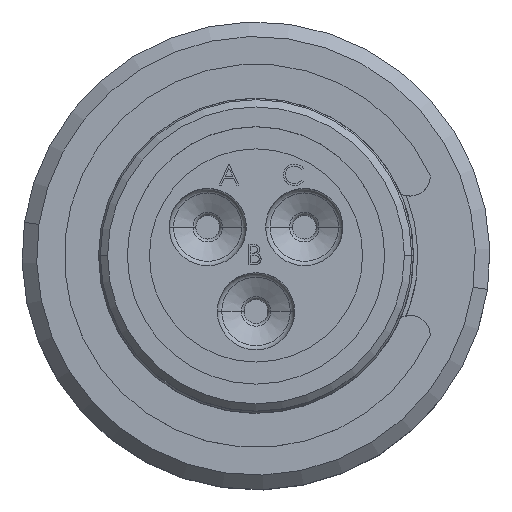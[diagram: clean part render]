
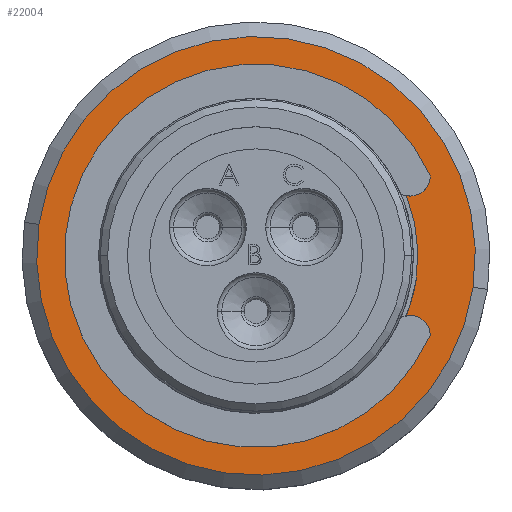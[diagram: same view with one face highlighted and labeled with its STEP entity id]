
A CAD part, top view. The second image highlights one B-rep face of the part: STEP entity #22004.
In plain terms, the highlighted planar face has unit normal (0, 0, 1).
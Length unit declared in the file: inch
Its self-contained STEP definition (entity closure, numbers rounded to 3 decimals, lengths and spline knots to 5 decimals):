
#605 = EDGE_CURVE ( 'NONE', #12056, #17991, #4090, .T. ) ;
#630 = DIRECTION ( 'NONE',  ( 0., 0., -1. ) ) ;
#852 = AXIS2_PLACEMENT_3D ( 'NONE', #19119, #9879, #20433 ) ;
#1201 = CARTESIAN_POINT ( 'NONE',  ( 0.23453, 0.10752, -0.32787 ) ) ;
#1248 = CARTESIAN_POINT ( 'NONE',  ( 0., 0., -0.32787 ) ) ;
#3266 = CARTESIAN_POINT ( 'NONE',  ( 0., 0., -0.32787 ) ) ;
#3462 = DIRECTION ( 'NONE',  ( -0.99, 0.143, 0. ) ) ;
#3855 = PLANE ( 'NONE',  #24024 ) ;
#4090 = CIRCLE ( 'NONE', #852, 0.21791 ) ;
#5066 = AXIS2_PLACEMENT_3D ( 'NONE', #13719, #630, #15894 ) ;
#5162 = EDGE_CURVE ( 'NONE', #12056, #26990, #7305, .T. ) ;
#5464 = DIRECTION ( 'NONE',  ( -0.99, 0.143, 0. ) ) ;
#6180 = CARTESIAN_POINT ( 'NONE',  ( 0.20748, -0.10748, -0.32787 ) ) ;
#6406 = AXIS2_PLACEMENT_3D ( 'NONE', #9899, #14486, #22782 ) ;
#7305 = CIRCLE ( 'NONE', #6406, 0.02707 ) ;
#7804 = CIRCLE ( 'NONE', #10859, 0.29528 ) ;
#7953 = ORIENTED_EDGE ( 'NONE', *, *, #21986, .F. ) ;
#8241 = CARTESIAN_POINT ( 'NONE',  ( 0., 0., -0.32787 ) ) ;
#8345 = DIRECTION ( 'NONE',  ( 0., 0., 1. ) ) ;
#8369 = DIRECTION ( 'NONE',  ( 1., 0., 0. ) ) ;
#9103 = AXIS2_PLACEMENT_3D ( 'NONE', #6180, #21431, #8369 ) ;
#9458 = EDGE_CURVE ( 'NONE', #14082, #25454, #7804, .T. ) ;
#9879 = DIRECTION ( 'NONE',  ( 0., 0., -1. ) ) ;
#9899 = CARTESIAN_POINT ( 'NONE',  ( 0.20746, 0.10752, -0.32787 ) ) ;
#10037 = FACE_OUTER_BOUND ( 'NONE', #16887, .T. ) ;
#10449 = DIRECTION ( 'NONE',  ( 1., 0., 0. ) ) ;
#10859 = AXIS2_PLACEMENT_3D ( 'NONE', #3266, #18492, #5464 ) ;
#11103 = EDGE_CURVE ( 'NONE', #17991, #17862, #14411, .T. ) ;
#11407 = ORIENTED_EDGE ( 'NONE', *, *, #5162, .F. ) ;
#12056 = VERTEX_POINT ( 'NONE', #20636 ) ;
#12362 = AXIS2_PLACEMENT_3D ( 'NONE', #8241, #23503, #10449 ) ;
#12919 = CARTESIAN_POINT ( 'NONE',  ( 0.20234, -0.08091, -0.32787 ) ) ;
#13719 = CARTESIAN_POINT ( 'NONE',  ( 0., 0., -0.32787 ) ) ;
#14082 = VERTEX_POINT ( 'NONE', #20682 ) ;
#14401 = CIRCLE ( 'NONE', #9103, 0.02707 ) ;
#14411 = CIRCLE ( 'NONE', #5066, 0.21791 ) ;
#14486 = DIRECTION ( 'NONE',  ( 0., 0., 1. ) ) ;
#15894 = DIRECTION ( 'NONE',  ( 0.99, -0.143, 0. ) ) ;
#16531 = DIRECTION ( 'NONE',  ( 0., 0., 1. ) ) ;
#16887 = EDGE_LOOP ( 'NONE', ( #23347, #17307 ) ) ;
#17307 = ORIENTED_EDGE ( 'NONE', *, *, #9458, .T. ) ;
#17862 = VERTEX_POINT ( 'NONE', #12919 ) ;
#17890 = CARTESIAN_POINT ( 'NONE',  ( 0.29223, -0.04228, -0.32787 ) ) ;
#17991 = VERTEX_POINT ( 'NONE', #21989 ) ;
#18492 = DIRECTION ( 'NONE',  ( 0., 0., 1. ) ) ;
#19119 = CARTESIAN_POINT ( 'NONE',  ( 0., 0., -0.32787 ) ) ;
#19298 = VERTEX_POINT ( 'NONE', #27804 ) ;
#20433 = DIRECTION ( 'NONE',  ( 0.99, -0.143, 0. ) ) ;
#20636 = CARTESIAN_POINT ( 'NONE',  ( 0.20232, 0.08094, -0.32787 ) ) ;
#20682 = CARTESIAN_POINT ( 'NONE',  ( -0.29223, 0.04228, -0.32787 ) ) ;
#21169 = EDGE_LOOP ( 'NONE', ( #11407, #21837, #24070, #26434, #7953 ) ) ;
#21407 = CARTESIAN_POINT ( 'NONE',  ( 0., 0., -0.32787 ) ) ;
#21431 = DIRECTION ( 'NONE',  ( 0., 0., 1. ) ) ;
#21650 = FACE_BOUND ( 'NONE', #21169, .T. ) ;
#21837 = ORIENTED_EDGE ( 'NONE', *, *, #605, .T. ) ;
#21986 = EDGE_CURVE ( 'NONE', #26990, #19298, #27461, .T. ) ;
#21989 = CARTESIAN_POINT ( 'NONE',  ( 0.21567, -0.03121, -0.32787 ) ) ;
#22004 = ADVANCED_FACE ( 'NONE', ( #10037, #21650 ), #3855, .T. ) ;
#22782 = DIRECTION ( 'NONE',  ( 1., 0., 0. ) ) ;
#23241 = EDGE_CURVE ( 'NONE', #19298, #17862, #14401, .T. ) ;
#23347 = ORIENTED_EDGE ( 'NONE', *, *, #24897, .T. ) ;
#23503 = DIRECTION ( 'NONE',  ( 0., 0., 1. ) ) ;
#23587 = DIRECTION ( 'NONE',  ( -0.99, 0.143, 0. ) ) ;
#24024 = AXIS2_PLACEMENT_3D ( 'NONE', #21407, #8345, #23587 ) ;
#24070 = ORIENTED_EDGE ( 'NONE', *, *, #11103, .T. ) ;
#24092 = CIRCLE ( 'NONE', #28138, 0.29528 ) ;
#24897 = EDGE_CURVE ( 'NONE', #25454, #14082, #24092, .T. ) ;
#25454 = VERTEX_POINT ( 'NONE', #17890 ) ;
#26434 = ORIENTED_EDGE ( 'NONE', *, *, #23241, .F. ) ;
#26990 = VERTEX_POINT ( 'NONE', #1201 ) ;
#27461 = CIRCLE ( 'NONE', #12362, 0.258 ) ;
#27804 = CARTESIAN_POINT ( 'NONE',  ( 0.23455, -0.10748, -0.32787 ) ) ;
#28138 = AXIS2_PLACEMENT_3D ( 'NONE', #1248, #16531, #3462 ) ;
